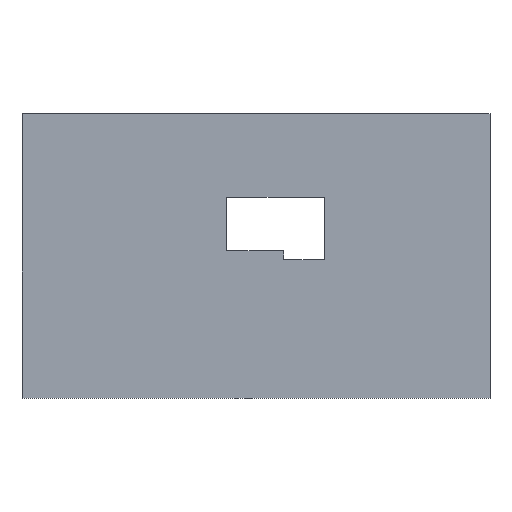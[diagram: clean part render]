
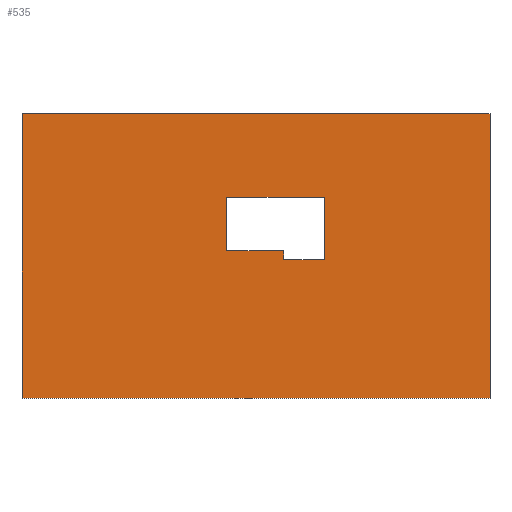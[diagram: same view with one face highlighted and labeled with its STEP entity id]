
A CAD part, top view. The second image highlights one B-rep face of the part: STEP entity #535.
In plain terms, the highlighted planar face has unit normal (0, 0, 1).
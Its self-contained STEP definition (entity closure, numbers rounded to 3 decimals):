
#17=FACE_BOUND('',#73,.T.);
#43=FACE_OUTER_BOUND('',#72,.T.);
#72=EDGE_LOOP('',(#463,#464,#465,#466));
#73=EDGE_LOOP('',(#467,#468,#469,#470,#471,#472));
#118=LINE('',#796,#190);
#128=LINE('',#817,#200);
#130=LINE('',#821,#202);
#132=LINE('',#825,#204);
#134=LINE('',#829,#206);
#136=LINE('',#833,#208);
#138=LINE('',#836,#210);
#140=LINE('',#841,#212);
#143=LINE('',#847,#215);
#146=LINE('',#851,#218);
#190=VECTOR('',#653,10.);
#200=VECTOR('',#667,10.);
#202=VECTOR('',#671,10.);
#204=VECTOR('',#675,10.);
#206=VECTOR('',#679,10.);
#208=VECTOR('',#683,10.);
#210=VECTOR('',#687,10.);
#212=VECTOR('',#691,10.);
#215=VECTOR('',#696,10.);
#218=VECTOR('',#701,10.);
#248=VERTEX_POINT('',#793);
#249=VERTEX_POINT('',#795);
#257=VERTEX_POINT('',#814);
#258=VERTEX_POINT('',#816);
#259=VERTEX_POINT('',#820);
#260=VERTEX_POINT('',#824);
#261=VERTEX_POINT('',#828);
#262=VERTEX_POINT('',#832);
#264=VERTEX_POINT('',#840);
#266=VERTEX_POINT('',#846);
#310=EDGE_CURVE('',#249,#248,#118,.T.);
#320=EDGE_CURVE('',#258,#257,#128,.T.);
#322=EDGE_CURVE('',#259,#258,#130,.T.);
#324=EDGE_CURVE('',#260,#259,#132,.T.);
#326=EDGE_CURVE('',#261,#260,#134,.T.);
#328=EDGE_CURVE('',#262,#261,#136,.T.);
#330=EDGE_CURVE('',#257,#262,#138,.T.);
#332=EDGE_CURVE('',#264,#249,#140,.T.);
#335=EDGE_CURVE('',#266,#264,#143,.T.);
#338=EDGE_CURVE('',#248,#266,#146,.T.);
#463=ORIENTED_EDGE('',*,*,#310,.T.);
#464=ORIENTED_EDGE('',*,*,#338,.T.);
#465=ORIENTED_EDGE('',*,*,#335,.T.);
#466=ORIENTED_EDGE('',*,*,#332,.T.);
#467=ORIENTED_EDGE('',*,*,#330,.T.);
#468=ORIENTED_EDGE('',*,*,#328,.T.);
#469=ORIENTED_EDGE('',*,*,#326,.T.);
#470=ORIENTED_EDGE('',*,*,#324,.T.);
#471=ORIENTED_EDGE('',*,*,#322,.T.);
#472=ORIENTED_EDGE('',*,*,#320,.T.);
#508=PLANE('',#576);
#535=ADVANCED_FACE('',(#43,#17),#508,.T.);
#576=AXIS2_PLACEMENT_3D('',#852,#702,#703);
#653=DIRECTION('',(-1.,0.,0.));
#667=DIRECTION('',(-1.,0.,0.));
#671=DIRECTION('',(0.,1.,0.));
#675=DIRECTION('',(-1.,0.,0.));
#679=DIRECTION('',(0.,-1.,0.));
#683=DIRECTION('',(1.,0.,0.));
#687=DIRECTION('',(0.,1.,0.));
#691=DIRECTION('',(0.,1.,0.));
#696=DIRECTION('',(1.,0.,0.));
#701=DIRECTION('',(0.,-1.,0.));
#702=DIRECTION('center_axis',(0.,0.,1.));
#703=DIRECTION('ref_axis',(1.,0.,0.));
#793=CARTESIAN_POINT('',(-26.3,0.,2.5));
#795=CARTESIAN_POINT('',(0.,0.,2.5));
#796=CARTESIAN_POINT('',(-4.,0.,2.5));
#814=CARTESIAN_POINT('',(-14.8,-7.7,2.5));
#816=CARTESIAN_POINT('',(-11.6,-7.7,2.5));
#817=CARTESIAN_POINT('',(-14.8,-7.7,2.5));
#820=CARTESIAN_POINT('',(-11.6,-8.2,2.5));
#821=CARTESIAN_POINT('',(-11.6,-7.7,2.5));
#824=CARTESIAN_POINT('',(-9.3,-8.2,2.5));
#825=CARTESIAN_POINT('',(-9.3,-8.2,2.5));
#828=CARTESIAN_POINT('',(-9.3,-4.7,2.5));
#829=CARTESIAN_POINT('',(-9.3,-4.7,2.5));
#832=CARTESIAN_POINT('',(-14.8,-4.7,2.5));
#833=CARTESIAN_POINT('',(-14.8,-4.7,2.5));
#836=CARTESIAN_POINT('',(-14.8,-4.7,2.5));
#840=CARTESIAN_POINT('',(0.,-16.,2.5));
#841=CARTESIAN_POINT('',(0.,-16.,2.5));
#846=CARTESIAN_POINT('',(-26.3,-16.,2.5));
#847=CARTESIAN_POINT('',(-26.3,-16.,2.5));
#851=CARTESIAN_POINT('',(-26.3,0.,2.5));
#852=CARTESIAN_POINT('Origin',(-13.15,-8.,2.5));
